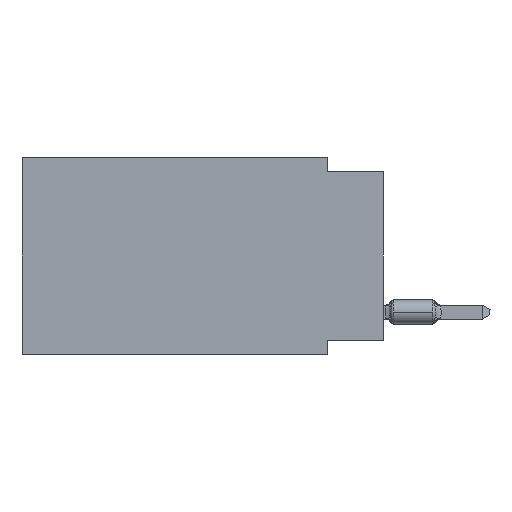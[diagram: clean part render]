
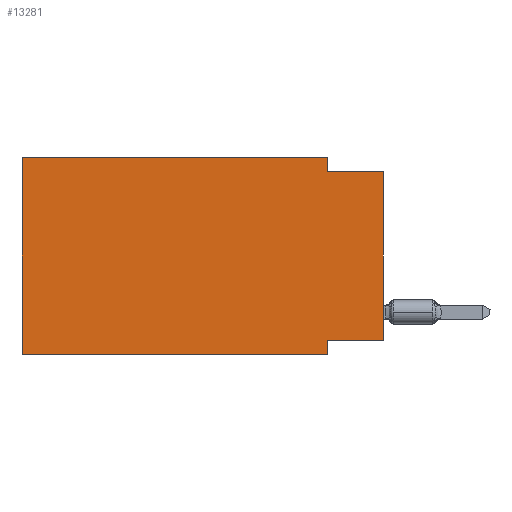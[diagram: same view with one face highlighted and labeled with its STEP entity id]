
A CAD part, left-side view. The second image highlights one B-rep face of the part: STEP entity #13281.
In plain terms, the highlighted planar face has unit normal (-1, 0, 0).
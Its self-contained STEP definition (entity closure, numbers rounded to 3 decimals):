
#218 = VERTEX_POINT ( 'NONE', #14768 ) ;
#225 = CARTESIAN_POINT ( 'NONE',  ( 0., 16.383, 0. ) ) ;
#819 = LINE ( 'NONE', #33128, #30164 ) ;
#1505 = EDGE_CURVE ( 'NONE', #31191, #20951, #4916, .T. ) ;
#2681 = CARTESIAN_POINT ( 'NONE',  ( 0., 16.383, 0. ) ) ;
#2801 = CARTESIAN_POINT ( 'NONE',  ( 0., 16.383, 0. ) ) ;
#2891 = FACE_OUTER_BOUND ( 'NONE', #11509, .T. ) ;
#3054 = VERTEX_POINT ( 'NONE', #22461 ) ;
#3068 = PLANE ( 'NONE',  #15161 ) ;
#3070 = VECTOR ( 'NONE', #12081, 1000. ) ;
#3485 = DIRECTION ( 'NONE',  ( 0., 1., 0. ) ) ;
#3858 = ORIENTED_EDGE ( 'NONE', *, *, #31850, .T. ) ;
#3889 = CARTESIAN_POINT ( 'NONE',  ( 0., 0., -0.635 ) ) ;
#3912 = CARTESIAN_POINT ( 'NONE',  ( 0., 2.54, 0. ) ) ;
#4366 = VECTOR ( 'NONE', #23548, 1000. ) ;
#4758 = EDGE_CURVE ( 'NONE', #3054, #31191, #28217, .T. ) ;
#4916 = LINE ( 'NONE', #34394, #4366 ) ;
#5375 = VERTEX_POINT ( 'NONE', #5411 ) ;
#5411 = CARTESIAN_POINT ( 'NONE',  ( 0., 2.54, -8.89 ) ) ;
#6518 = CARTESIAN_POINT ( 'NONE',  ( 0., 0., 0. ) ) ;
#7181 = CARTESIAN_POINT ( 'NONE',  ( 0., 16.383, -8.89 ) ) ;
#7653 = CARTESIAN_POINT ( 'NONE',  ( 0., 0., -8.255 ) ) ;
#7866 = DIRECTION ( 'NONE',  ( 0., 0., -1. ) ) ;
#9543 = VERTEX_POINT ( 'NONE', #30094 ) ;
#10940 = ORIENTED_EDGE ( 'NONE', *, *, #33025, .F. ) ;
#10972 = LINE ( 'NONE', #2801, #25272 ) ;
#11509 = EDGE_LOOP ( 'NONE', ( #14627, #19721, #33897, #31348, #10940, #3858, #29952, #18624 ) ) ;
#11857 = EDGE_CURVE ( 'NONE', #24057, #20951, #33492, .T. ) ;
#12081 = DIRECTION ( 'NONE',  ( 0., 0., -1. ) ) ;
#12480 = EDGE_CURVE ( 'NONE', #28931, #3054, #10972, .T. ) ;
#13059 = VECTOR ( 'NONE', #16999, 1000. ) ;
#13281 = ADVANCED_FACE ( 'NONE', ( #2891 ), #3068, .F. ) ;
#13354 = VECTOR ( 'NONE', #23193, 1000. ) ;
#14627 = ORIENTED_EDGE ( 'NONE', *, *, #11857, .T. ) ;
#14768 = CARTESIAN_POINT ( 'NONE',  ( 0., 2.54, -8.255 ) ) ;
#15085 = LINE ( 'NONE', #34600, #29818 ) ;
#15161 = AXIS2_PLACEMENT_3D ( 'NONE', #225, #22043, #7866 ) ;
#16999 = DIRECTION ( 'NONE',  ( 0., -1., 0. ) ) ;
#18624 = ORIENTED_EDGE ( 'NONE', *, *, #33462, .F. ) ;
#19721 = ORIENTED_EDGE ( 'NONE', *, *, #1505, .F. ) ;
#20199 = CARTESIAN_POINT ( 'NONE',  ( 0., 16.383, 0. ) ) ;
#20951 = VERTEX_POINT ( 'NONE', #3889 ) ;
#22043 = DIRECTION ( 'NONE',  ( 1., 0., 0. ) ) ;
#22461 = CARTESIAN_POINT ( 'NONE',  ( 0., 2.54, 0. ) ) ;
#22689 = EDGE_CURVE ( 'NONE', #218, #5375, #15085, .T. ) ;
#23193 = DIRECTION ( 'NONE',  ( 0., 0., 1. ) ) ;
#23548 = DIRECTION ( 'NONE',  ( 0., -1., 0. ) ) ;
#24057 = VERTEX_POINT ( 'NONE', #7653 ) ;
#24810 = LINE ( 'NONE', #7181, #13059 ) ;
#25272 = VECTOR ( 'NONE', #27118, 1000. ) ;
#25954 = CARTESIAN_POINT ( 'NONE',  ( 0., 2.54, -0.635 ) ) ;
#26080 = DIRECTION ( 'NONE',  ( 0., 0., -1. ) ) ;
#27118 = DIRECTION ( 'NONE',  ( 0., -1., 0. ) ) ;
#28217 = LINE ( 'NONE', #3912, #3070 ) ;
#28439 = VECTOR ( 'NONE', #30675, 1000. ) ;
#28931 = VERTEX_POINT ( 'NONE', #2681 ) ;
#29818 = VECTOR ( 'NONE', #26080, 1000. ) ;
#29952 = ORIENTED_EDGE ( 'NONE', *, *, #22689, .F. ) ;
#30094 = CARTESIAN_POINT ( 'NONE',  ( 0., 16.383, -8.89 ) ) ;
#30164 = VECTOR ( 'NONE', #3485, 1000. ) ;
#30500 = LINE ( 'NONE', #20199, #28439 ) ;
#30675 = DIRECTION ( 'NONE',  ( 0., 0., 1. ) ) ;
#31191 = VERTEX_POINT ( 'NONE', #25954 ) ;
#31348 = ORIENTED_EDGE ( 'NONE', *, *, #12480, .F. ) ;
#31850 = EDGE_CURVE ( 'NONE', #9543, #5375, #24810, .T. ) ;
#33025 = EDGE_CURVE ( 'NONE', #9543, #28931, #30500, .T. ) ;
#33128 = CARTESIAN_POINT ( 'NONE',  ( 0., 0., -8.255 ) ) ;
#33462 = EDGE_CURVE ( 'NONE', #24057, #218, #819, .T. ) ;
#33492 = LINE ( 'NONE', #6518, #13354 ) ;
#33897 = ORIENTED_EDGE ( 'NONE', *, *, #4758, .F. ) ;
#34394 = CARTESIAN_POINT ( 'NONE',  ( 0., 0., -0.635 ) ) ;
#34600 = CARTESIAN_POINT ( 'NONE',  ( 0., 2.54, -8.89 ) ) ;
